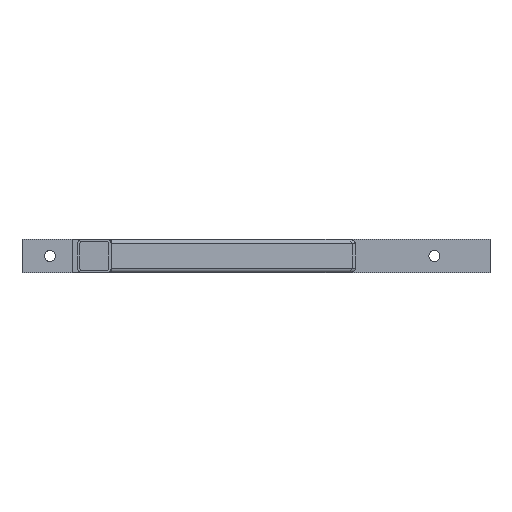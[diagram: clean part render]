
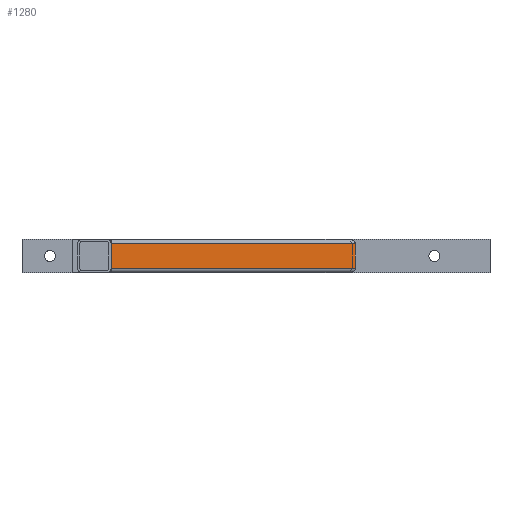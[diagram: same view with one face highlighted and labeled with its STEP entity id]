
A CAD part, left-side view. The second image highlights one B-rep face of the part: STEP entity #1280.
In plain terms, the highlighted planar face has unit normal (-0.707, -0.707, 0).
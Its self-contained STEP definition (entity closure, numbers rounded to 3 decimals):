
#49 = DIRECTION ( 'NONE',  ( 0., 0., 1. ) ) ;
#184 = CARTESIAN_POINT ( 'NONE',  ( 0., -312.44, -11. ) ) ;
#188 = VECTOR ( 'NONE', #798, 1000. ) ;
#205 = DIRECTION ( 'NONE',  ( -0.707, 0.707, 0. ) ) ;
#209 = LINE ( 'NONE', #917, #188 ) ;
#218 = CARTESIAN_POINT ( 'NONE',  ( -21.213, -291.227, 11. ) ) ;
#264 = EDGE_CURVE ( 'NONE', #1263, #916, #209, .T. ) ;
#297 = LINE ( 'NONE', #184, #559 ) ;
#298 = CARTESIAN_POINT ( 'NONE',  ( 0., -312.44, 11. ) ) ;
#399 = LINE ( 'NONE', #1429, #401 ) ;
#401 = VECTOR ( 'NONE', #544, 1000. ) ;
#544 = DIRECTION ( 'NONE',  ( -0.707, 0.707, 0. ) ) ;
#559 = VECTOR ( 'NONE', #49, 1000. ) ;
#574 = ORIENTED_EDGE ( 'NONE', *, *, #1407, .T. ) ;
#581 = EDGE_CURVE ( 'NONE', #1666, #1263, #399, .T. ) ;
#658 = ORIENTED_EDGE ( 'NONE', *, *, #1045, .T. ) ;
#686 = EDGE_LOOP ( 'NONE', ( #574, #1249, #921, #658 ) ) ;
#798 = DIRECTION ( 'NONE',  ( 0., 0., 1. ) ) ;
#916 = VERTEX_POINT ( 'NONE', #1554 ) ;
#917 = CARTESIAN_POINT ( 'NONE',  ( -219.203, -93.237, -11. ) ) ;
#921 = ORIENTED_EDGE ( 'NONE', *, *, #581, .F. ) ;
#947 = CARTESIAN_POINT ( 'NONE',  ( -219.203, -93.237, -11. ) ) ;
#974 = PLANE ( 'NONE',  #1057 ) ;
#1045 = EDGE_CURVE ( 'NONE', #1666, #1114, #297, .T. ) ;
#1046 = CARTESIAN_POINT ( 'NONE',  ( 0., -312.44, -11. ) ) ;
#1054 = FACE_OUTER_BOUND ( 'NONE', #686, .T. ) ;
#1057 = AXIS2_PLACEMENT_3D ( 'NONE', #1070, #1132, #1100 ) ;
#1070 = CARTESIAN_POINT ( 'NONE',  ( -21.213, -291.227, -11. ) ) ;
#1100 = DIRECTION ( 'NONE',  ( -0.707, 0.707, 0. ) ) ;
#1114 = VERTEX_POINT ( 'NONE', #298 ) ;
#1132 = DIRECTION ( 'NONE',  ( 0.707, 0.707, 0. ) ) ;
#1249 = ORIENTED_EDGE ( 'NONE', *, *, #264, .F. ) ;
#1263 = VERTEX_POINT ( 'NONE', #947 ) ;
#1280 = ADVANCED_FACE ( 'NONE', ( #1054 ), #974, .F. ) ;
#1388 = LINE ( 'NONE', #218, #1482 ) ;
#1407 = EDGE_CURVE ( 'NONE', #1114, #916, #1388, .T. ) ;
#1429 = CARTESIAN_POINT ( 'NONE',  ( -21.213, -291.227, -11. ) ) ;
#1482 = VECTOR ( 'NONE', #205, 1000. ) ;
#1554 = CARTESIAN_POINT ( 'NONE',  ( -219.203, -93.237, 11. ) ) ;
#1666 = VERTEX_POINT ( 'NONE', #1046 ) ;
